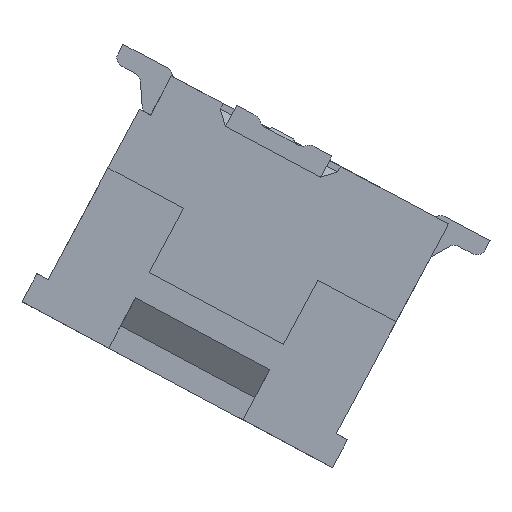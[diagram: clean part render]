
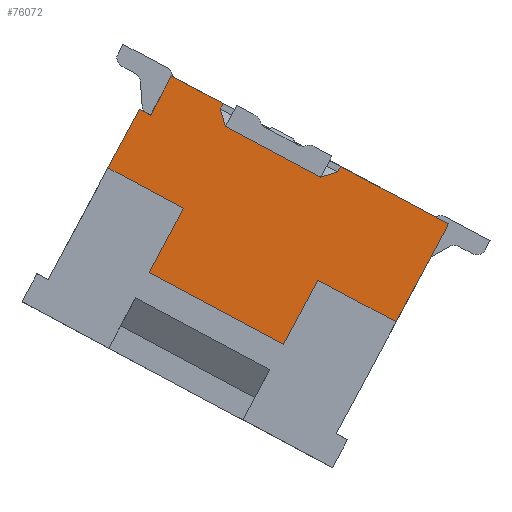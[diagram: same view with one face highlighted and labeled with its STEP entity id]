
A CAD part, front view. The second image highlights one B-rep face of the part: STEP entity #76072.
In plain terms, the highlighted planar face has unit normal (0, -1, 0).
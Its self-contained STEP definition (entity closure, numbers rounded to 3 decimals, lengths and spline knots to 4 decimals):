
#118 = CARTESIAN_POINT ( 'NONE',  ( 8.5463, -2.2, 0.5737 ) ) ;
#939 = ORIENTED_EDGE ( 'NONE', *, *, #5358, .F. ) ;
#1796 = LINE ( 'NONE', #1942, #26754 ) ;
#1942 = CARTESIAN_POINT ( 'NONE',  ( 5.8383, -2.2, 2.1345 ) ) ;
#1946 = VECTOR ( 'NONE', #75431, 1000. ) ;
#1958 = LINE ( 'NONE', #28308, #27051 ) ;
#1975 = CARTESIAN_POINT ( 'NONE',  ( 6.7414, -2.2, 1.6518 ) ) ;
#2108 = EDGE_CURVE ( 'NONE', #7438, #70168, #11484, .T. ) ;
#2241 = CARTESIAN_POINT ( 'NONE',  ( 6.1149, -2.2, 0.0023 ) ) ;
#3202 = EDGE_CURVE ( 'NONE', #5596, #39378, #22821, .T. ) ;
#3230 = DIRECTION ( 'NONE',  ( -0.471, 0., -0.882 ) ) ;
#3566 = VERTEX_POINT ( 'NONE', #42796 ) ;
#4196 = CARTESIAN_POINT ( 'NONE',  ( 7.6895, -2.2, -2.1432 ) ) ;
#4292 = CARTESIAN_POINT ( 'NONE',  ( 7.7318, -2.2, -2.1658 ) ) ;
#4386 = VERTEX_POINT ( 'NONE', #43641 ) ;
#4586 = DIRECTION ( 'NONE',  ( -0.471, 0., -0.882 ) ) ;
#5358 = EDGE_CURVE ( 'NONE', #22899, #56863, #25441, .T. ) ;
#5402 = ORIENTED_EDGE ( 'NONE', *, *, #75686, .F. ) ;
#5533 = ORIENTED_EDGE ( 'NONE', *, *, #14799, .F. ) ;
#5596 = VERTEX_POINT ( 'NONE', #67127 ) ;
#6373 = VECTOR ( 'NONE', #36954, 1000. ) ;
#7438 = VERTEX_POINT ( 'NONE', #31943 ) ;
#7901 = DIRECTION ( 'NONE',  ( 0.882, 0., -0.471 ) ) ;
#8380 = CARTESIAN_POINT ( 'NONE',  ( 5.562, -2.2, -1.0322 ) ) ;
#8381 = ORIENTED_EDGE ( 'NONE', *, *, #52631, .F. ) ;
#8436 = CARTESIAN_POINT ( 'NONE',  ( 6.1387, -2.2, -0.0104 ) ) ;
#9673 = CARTESIAN_POINT ( 'NONE',  ( 4.9243, -2.2, 0.6387 ) ) ;
#10959 = VECTOR ( 'NONE', #41537, 1000. ) ;
#11376 = LINE ( 'NONE', #22924, #10959 ) ;
#11484 = LINE ( 'NONE', #58109, #37362 ) ;
#12215 = DIRECTION ( 'NONE',  ( -0.471, 0., -0.882 ) ) ;
#12232 = CARTESIAN_POINT ( 'NONE',  ( 8.2756, -2.2, 0.4916 ) ) ;
#12381 = DIRECTION ( 'NONE',  ( 0.471, 0., 0.882 ) ) ;
#14281 = LINE ( 'NONE', #57761, #39291 ) ;
#14511 = DIRECTION ( 'NONE',  ( 0.957, 0., 0.29 ) ) ;
#14799 = EDGE_CURVE ( 'NONE', #69591, #5596, #54246, .T. ) ;
#15464 = LINE ( 'NONE', #74321, #16205 ) ;
#15466 = ORIENTED_EDGE ( 'NONE', *, *, #38230, .F. ) ;
#15794 = VERTEX_POINT ( 'NONE', #27055 ) ;
#16205 = VECTOR ( 'NONE', #24807, 1000. ) ;
#17785 = EDGE_CURVE ( 'NONE', #67737, #4386, #14281, .T. ) ;
#18387 = VERTEX_POINT ( 'NONE', #47866 ) ;
#18829 = CARTESIAN_POINT ( 'NONE',  ( 6.7794, -2.2, 1.283 ) ) ;
#19864 = LINE ( 'NONE', #8380, #44636 ) ;
#20470 = CARTESIAN_POINT ( 'NONE',  ( 3.615, -2.2, -1.5925 ) ) ;
#22437 = LINE ( 'NONE', #67198, #72905 ) ;
#22821 = LINE ( 'NONE', #53695, #24131 ) ;
#22899 = VERTEX_POINT ( 'NONE', #2241 ) ;
#22924 = CARTESIAN_POINT ( 'NONE',  ( 9.4909, -2.2, -1.8021 ) ) ;
#24131 = VECTOR ( 'NONE', #12215, 1000. ) ;
#24310 = ORIENTED_EDGE ( 'NONE', *, *, #3202, .F. ) ;
#24807 = DIRECTION ( 'NONE',  ( 0.882, 0., -0.471 ) ) ;
#25393 = CARTESIAN_POINT ( 'NONE',  ( 5.589, -2.2, 1.4581 ) ) ;
#25441 = LINE ( 'NONE', #8436, #1946 ) ;
#25977 = ORIENTED_EDGE ( 'NONE', *, *, #28408, .F. ) ;
#26498 = DIRECTION ( 'NONE',  ( 0.29, 0., -0.957 ) ) ;
#26754 = VECTOR ( 'NONE', #7901, 1000. ) ;
#27051 = VECTOR ( 'NONE', #12381, 1000. ) ;
#27055 = CARTESIAN_POINT ( 'NONE',  ( 6.7764, -2.2, 1.2929 ) ) ;
#28308 = CARTESIAN_POINT ( 'NONE',  ( 8.5983, -2.2, 0.671 ) ) ;
#28408 = EDGE_CURVE ( 'NONE', #77279, #35013, #32684, .T. ) ;
#28693 = CARTESIAN_POINT ( 'NONE',  ( 5.4192, -2.2, 1.5647 ) ) ;
#31943 = CARTESIAN_POINT ( 'NONE',  ( 8.2315, -2.2, -1.129 ) ) ;
#31972 = CARTESIAN_POINT ( 'NONE',  ( 8.5562, -2.2, 0.5767 ) ) ;
#32684 = LINE ( 'NONE', #31972, #58594 ) ;
#33144 = LINE ( 'NONE', #18829, #59181 ) ;
#33375 = VECTOR ( 'NONE', #54099, 1000. ) ;
#34074 = ORIENTED_EDGE ( 'NONE', *, *, #54356, .F. ) ;
#34812 = DIRECTION ( 'NONE',  ( -0.882, 0., 0.471 ) ) ;
#35013 = VERTEX_POINT ( 'NONE', #118 ) ;
#36954 = DIRECTION ( 'NONE',  ( 0.471, 0., 0.882 ) ) ;
#37362 = VECTOR ( 'NONE', #4586, 1000. ) ;
#38230 = EDGE_CURVE ( 'NONE', #18387, #3566, #55710, .T. ) ;
#38480 = EDGE_CURVE ( 'NONE', #51805, #18387, #59953, .T. ) ;
#39291 = VECTOR ( 'NONE', #3230, 1000. ) ;
#39378 = VERTEX_POINT ( 'NONE', #42777 ) ;
#41537 = DIRECTION ( 'NONE',  ( -0.882, 0., 0.471 ) ) ;
#42777 = CARTESIAN_POINT ( 'NONE',  ( 9.4663, -2.2, -1.7889 ) ) ;
#42796 = CARTESIAN_POINT ( 'NONE',  ( 5.9256, -2.2, 2.0878 ) ) ;
#43436 = ORIENTED_EDGE ( 'NONE', *, *, #76308, .T. ) ;
#43559 = VERTEX_POINT ( 'NONE', #61909 ) ;
#43641 = CARTESIAN_POINT ( 'NONE',  ( 6.6942, -2.2, 1.5636 ) ) ;
#43644 = ORIENTED_EDGE ( 'NONE', *, *, #2108, .F. ) ;
#44636 = VECTOR ( 'NONE', #50382, 1000. ) ;
#45523 = DIRECTION ( 'NONE',  ( 0., 1., 0. ) ) ;
#45868 = ORIENTED_EDGE ( 'NONE', *, *, #61621, .F. ) ;
#47801 = ORIENTED_EDGE ( 'NONE', *, *, #38480, .F. ) ;
#47866 = CARTESIAN_POINT ( 'NONE',  ( 5.5956, -2.2, 1.4705 ) ) ;
#48572 = LINE ( 'NONE', #4292, #49479 ) ;
#48614 = EDGE_CURVE ( 'NONE', #3566, #67737, #1796, .T. ) ;
#49233 = ORIENTED_EDGE ( 'NONE', *, *, #69794, .F. ) ;
#49317 = ORIENTED_EDGE ( 'NONE', *, *, #48614, .F. ) ;
#49479 = VECTOR ( 'NONE', #34812, 1000. ) ;
#50382 = DIRECTION ( 'NONE',  ( 0.471, 0., 0.882 ) ) ;
#51062 = DIRECTION ( 'NONE',  ( 1., 0., 0. ) ) ;
#51805 = VERTEX_POINT ( 'NONE', #28693 ) ;
#52631 = EDGE_CURVE ( 'NONE', #39378, #7438, #11376, .T. ) ;
#52676 = VECTOR ( 'NONE', #76494, 1000. ) ;
#53695 = CARTESIAN_POINT ( 'NONE',  ( 10.3312, -2.2, -0.1705 ) ) ;
#54099 = DIRECTION ( 'NONE',  ( 0.882, 0., -0.471 ) ) ;
#54246 = LINE ( 'NONE', #64645, #52676 ) ;
#54356 = EDGE_CURVE ( 'NONE', #70168, #43559, #48572, .T. ) ;
#55710 = LINE ( 'NONE', #25393, #6373 ) ;
#56863 = VERTEX_POINT ( 'NONE', #9673 ) ;
#57761 = CARTESIAN_POINT ( 'NONE',  ( 6.6894, -2.2, 1.5545 ) ) ;
#57896 = AXIS2_PLACEMENT_3D ( 'NONE', #20470, #45523, #51062 ) ;
#58109 = CARTESIAN_POINT ( 'NONE',  ( 8.2424, -2.2, -1.1087 ) ) ;
#58594 = VECTOR ( 'NONE', #14511, 1000. ) ;
#58877 = CARTESIAN_POINT ( 'NONE',  ( 8.5934, -2.2, 0.6619 ) ) ;
#59181 = VECTOR ( 'NONE', #26498, 1000. ) ;
#59494 = ORIENTED_EDGE ( 'NONE', *, *, #17785, .F. ) ;
#59953 = LINE ( 'NONE', #71976, #33375 ) ;
#60634 = EDGE_CURVE ( 'NONE', #43559, #22899, #19864, .T. ) ;
#61621 = EDGE_CURVE ( 'NONE', #35013, #69591, #1958, .T. ) ;
#61909 = CARTESIAN_POINT ( 'NONE',  ( 5.5728, -2.2, -1.0119 ) ) ;
#64645 = CARTESIAN_POINT ( 'NONE',  ( 5.8383, -2.2, 2.1345 ) ) ;
#67127 = CARTESIAN_POINT ( 'NONE',  ( 10.2912, -2.2, -0.2455 ) ) ;
#67198 = CARTESIAN_POINT ( 'NONE',  ( 3.7058, -2.2, -1.6411 ) ) ;
#67696 = DIRECTION ( 'NONE',  ( -0.471, 0., -0.882 ) ) ;
#67737 = VERTEX_POINT ( 'NONE', #1975 ) ;
#69591 = VERTEX_POINT ( 'NONE', #58877 ) ;
#69794 = EDGE_CURVE ( 'NONE', #4386, #15794, #33144, .T. ) ;
#69847 = FACE_OUTER_BOUND ( 'NONE', #75579, .T. ) ;
#70041 = PLANE ( 'NONE',  #57896 ) ;
#70168 = VERTEX_POINT ( 'NONE', #4196 ) ;
#71976 = CARTESIAN_POINT ( 'NONE',  ( 5.3284, -2.2, 1.6133 ) ) ;
#72905 = VECTOR ( 'NONE', #67696, 1000. ) ;
#74321 = CARTESIAN_POINT ( 'NONE',  ( 8.3056, -2.2, 0.4756 ) ) ;
#75431 = DIRECTION ( 'NONE',  ( -0.882, 0., 0.471 ) ) ;
#75579 = EDGE_LOOP ( 'NONE', ( #15466, #47801, #43436, #939, #76790, #34074, #43644, #8381, #24310, #5533, #45868, #25977, #5402, #49233, #59494, #49317 ) ) ;
#75686 = EDGE_CURVE ( 'NONE', #15794, #77279, #15464, .T. ) ;
#76072 = ADVANCED_FACE ( 'NONE', ( #69847 ), #70041, .F. ) ;
#76308 = EDGE_CURVE ( 'NONE', #51805, #56863, #22437, .T. ) ;
#76494 = DIRECTION ( 'NONE',  ( 0.882, 0., -0.471 ) ) ;
#76790 = ORIENTED_EDGE ( 'NONE', *, *, #60634, .F. ) ;
#77279 = VERTEX_POINT ( 'NONE', #12232 ) ;
